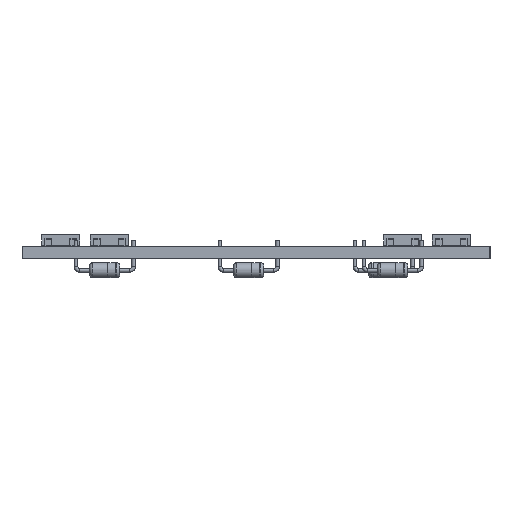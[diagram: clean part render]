
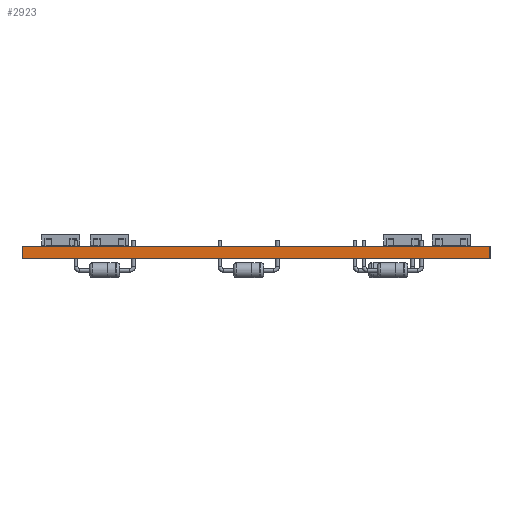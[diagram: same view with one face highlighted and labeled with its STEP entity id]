
A CAD part, left-side view. The second image highlights one B-rep face of the part: STEP entity #2923.
In plain terms, the highlighted planar face has unit normal (-1, 0, 0).
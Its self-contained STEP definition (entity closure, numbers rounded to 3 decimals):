
#2867 = VERTEX_POINT('',#2868);
#2868 = CARTESIAN_POINT('',(-43.446,-30.956,1.6));
#2874 = EDGE_CURVE('',#2875,#2867,#2877,.T.);
#2875 = VERTEX_POINT('',#2876);
#2876 = CARTESIAN_POINT('',(-43.446,-30.956,0.));
#2877 = LINE('',#2878,#2879);
#2878 = CARTESIAN_POINT('',(-43.446,-30.956,0.));
#2879 = VECTOR('',#2880,1.);
#2880 = DIRECTION('',(0.,0.,1.));
#2923 = ADVANCED_FACE('',(#2924),#2949,.T.);
#2924 = FACE_BOUND('',#2925,.T.);
#2925 = EDGE_LOOP('',(#2926,#2927,#2935,#2943));
#2926 = ORIENTED_EDGE('',*,*,#2874,.T.);
#2927 = ORIENTED_EDGE('',*,*,#2928,.T.);
#2928 = EDGE_CURVE('',#2867,#2929,#2931,.T.);
#2929 = VERTEX_POINT('',#2930);
#2930 = CARTESIAN_POINT('',(-43.446,30.956,1.6));
#2931 = LINE('',#2932,#2933);
#2932 = CARTESIAN_POINT('',(-43.446,-30.956,1.6));
#2933 = VECTOR('',#2934,1.);
#2934 = DIRECTION('',(0.,1.,0.));
#2935 = ORIENTED_EDGE('',*,*,#2936,.F.);
#2936 = EDGE_CURVE('',#2937,#2929,#2939,.T.);
#2937 = VERTEX_POINT('',#2938);
#2938 = CARTESIAN_POINT('',(-43.446,30.956,0.));
#2939 = LINE('',#2940,#2941);
#2940 = CARTESIAN_POINT('',(-43.446,30.956,0.));
#2941 = VECTOR('',#2942,1.);
#2942 = DIRECTION('',(0.,0.,1.));
#2943 = ORIENTED_EDGE('',*,*,#2944,.F.);
#2944 = EDGE_CURVE('',#2875,#2937,#2945,.T.);
#2945 = LINE('',#2946,#2947);
#2946 = CARTESIAN_POINT('',(-43.446,-30.956,0.));
#2947 = VECTOR('',#2948,1.);
#2948 = DIRECTION('',(0.,1.,0.));
#2949 = PLANE('',#2950);
#2950 = AXIS2_PLACEMENT_3D('',#2951,#2952,#2953);
#2951 = CARTESIAN_POINT('',(-43.446,-30.956,0.));
#2952 = DIRECTION('',(-1.,0.,0.));
#2953 = DIRECTION('',(0.,1.,0.));
